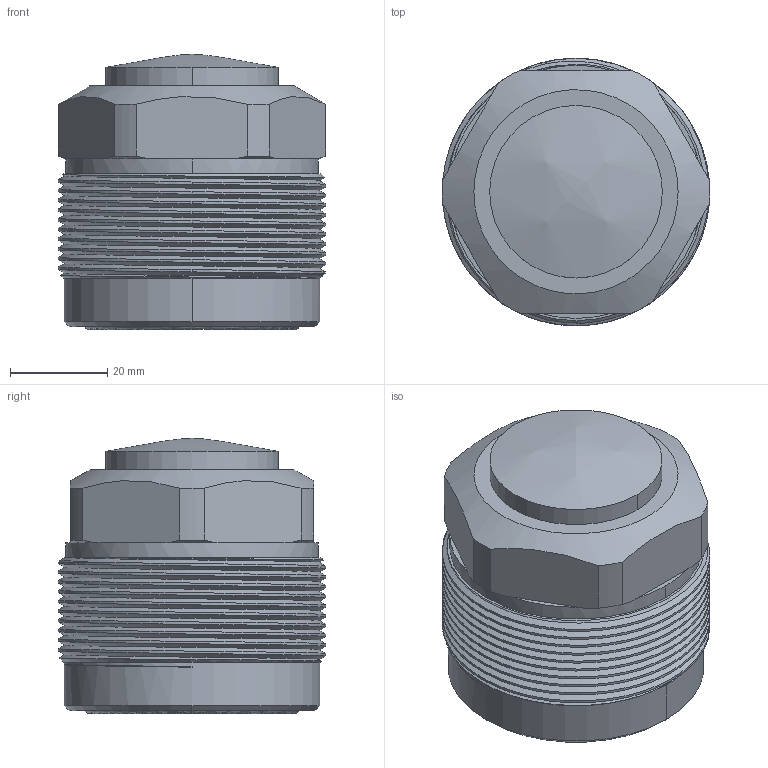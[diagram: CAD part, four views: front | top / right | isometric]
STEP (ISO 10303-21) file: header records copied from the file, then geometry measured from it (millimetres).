
FILE_DESCRIPTION (( 'STEP AP214' ), '1' );
FILE_NAME ('CTC-P055R-12.STEP', '2020-11-11T11:46:10', ( 'PC' ), ( '' ), 'SwSTEP 2.0', 'SolidWorks 2016', '' );
FILE_SCHEMA (( 'AUTOMOTIVE_DESIGN' ));
Length unit declared in the file: millimetre
Products named in the file (3): CTC-P055R-12; AS568-129
Assembly tree (2 placements, depth 2):
  CTC-P055R-12
    AS568-129
    CTC-P055R-12
Bounding box: 55 x 55 x 56.61 mm (x, y, z)
Volume: 110674.1 mm3; surface area: 17155.5 mm2
Topology: 2 solids, 2 shells, 85 faces, 220 edges, 142 vertices
Faces by surface type: cylinder 38, plane 25, cone 14, bspline 8
Entity records: 4822 total; most frequent: CARTESIAN_POINT 2800, ORIENTED_EDGE 440, DIRECTION 378, EDGE_CURVE 220, AXIS2_PLACEMENT_3D 154, VERTEX_POINT 142, EDGE_LOOP 90, FACE_OUTER_BOUND 85
